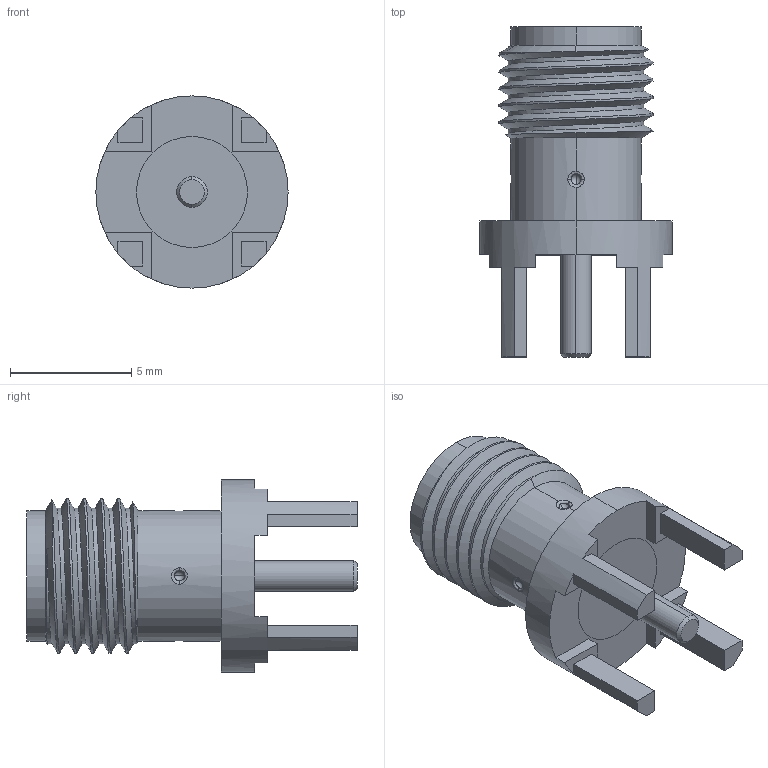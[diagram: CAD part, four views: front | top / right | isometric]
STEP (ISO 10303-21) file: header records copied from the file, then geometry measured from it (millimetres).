
FILE_DESCRIPTION (( 'STEP AP214' ), '1' );
FILE_NAME ('CONSMA001-C-G.STEP', '2020-10-27T22:32:22', ( '' ), ( '' ), 'SwSTEP 2.0', 'SolidWorks 2017', '' );
FILE_SCHEMA (( 'AUTOMOTIVE_DESIGN' ));
Length unit declared in the file: millimetre
Products named in the file (1): CONSMA001-C-G
Bounding box: 7.92 x 13.6 x 7.92 mm (x, y, z)
Volume: 249.7 mm3; surface area: 642.7 mm2
Topology: 3 solids, 3 shells, 86 faces, 232 edges, 155 vertices
Faces by surface type: plane 39, cylinder 22, bspline 11, sphere 8, cone 6
Entity records: 4718 total; most frequent: CARTESIAN_POINT 2617, ORIENTED_EDGE 464, DIRECTION 381, EDGE_CURVE 232, VERTEX_POINT 155, AXIS2_PLACEMENT_3D 136, LINE 109, VECTOR 109
